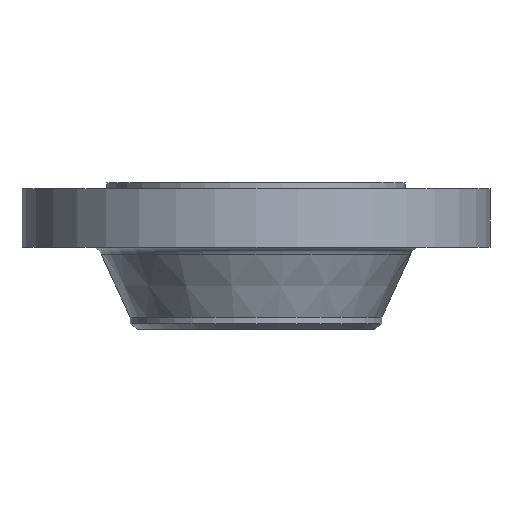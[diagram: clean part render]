
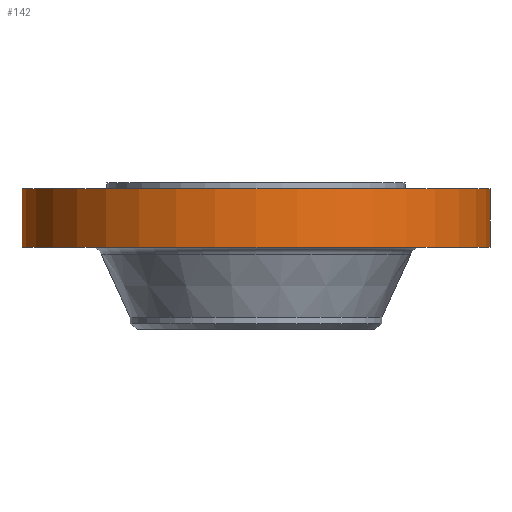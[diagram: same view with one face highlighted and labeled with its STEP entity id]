
A CAD part, front view. The second image highlights one B-rep face of the part: STEP entity #142.
In plain terms, the highlighted cylindrical face has radius 254 mm (diameter 508 mm), a partial arc.
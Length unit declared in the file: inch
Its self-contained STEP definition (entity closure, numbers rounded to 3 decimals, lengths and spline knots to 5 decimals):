
#49 = LINE ( 'NONE', #1389, #526 ) ;
#68 = AXIS2_PLACEMENT_3D ( 'NONE', #1682, #482, #859 ) ;
#114 = ORIENTED_EDGE ( 'NONE', *, *, #1363, .F. ) ;
#142 = ADVANCED_FACE ( 'NONE', ( #839 ), #1279, .T. ) ;
#315 = DIRECTION ( 'NONE',  ( 0., 0., 1. ) ) ;
#482 = DIRECTION ( 'NONE',  ( 0., 0., 1. ) ) ;
#526 = VECTOR ( 'NONE', #315, 39.37008 ) ;
#532 = ORIENTED_EDGE ( 'NONE', *, *, #789, .T. ) ;
#545 = DIRECTION ( 'NONE',  ( 0., 0., 1. ) ) ;
#591 = EDGE_CURVE ( 'NONE', #910, #1157, #1559, .T. ) ;
#699 = VERTEX_POINT ( 'NONE', #1349 ) ;
#786 = ORIENTED_EDGE ( 'NONE', *, *, #591, .F. ) ;
#789 = EDGE_CURVE ( 'NONE', #1075, #1157, #1589, .T. ) ;
#798 = AXIS2_PLACEMENT_3D ( 'NONE', #1441, #1571, #1683 ) ;
#835 = CARTESIAN_POINT ( 'NONE',  ( -10., 0., -0.25 ) ) ;
#839 = FACE_OUTER_BOUND ( 'NONE', #1654, .T. ) ;
#859 = DIRECTION ( 'NONE',  ( 1., 0., 0. ) ) ;
#910 = VERTEX_POINT ( 'NONE', #835 ) ;
#1033 = EDGE_CURVE ( 'NONE', #699, #1075, #1083, .T. ) ;
#1075 = VERTEX_POINT ( 'NONE', #1133 ) ;
#1081 = VECTOR ( 'NONE', #545, 39.37008 ) ;
#1083 = CIRCLE ( 'NONE', #68, 10. ) ;
#1102 = CARTESIAN_POINT ( 'NONE',  ( 0., 0., 0. ) ) ;
#1133 = CARTESIAN_POINT ( 'NONE',  ( 10., 0., -2.75 ) ) ;
#1157 = VERTEX_POINT ( 'NONE', #1202 ) ;
#1202 = CARTESIAN_POINT ( 'NONE',  ( 10., 0., -0.25 ) ) ;
#1203 = CARTESIAN_POINT ( 'NONE',  ( 10., 0., 0. ) ) ;
#1279 = CYLINDRICAL_SURFACE ( 'NONE', #1421, 10. ) ;
#1349 = CARTESIAN_POINT ( 'NONE',  ( -10., 0., -2.75 ) ) ;
#1363 = EDGE_CURVE ( 'NONE', #699, #910, #49, .T. ) ;
#1380 = DIRECTION ( 'NONE',  ( 1., 0., 0. ) ) ;
#1389 = CARTESIAN_POINT ( 'NONE',  ( -10., 0., 0. ) ) ;
#1391 = DIRECTION ( 'NONE',  ( 0., 0., 1. ) ) ;
#1421 = AXIS2_PLACEMENT_3D ( 'NONE', #1102, #1391, #1380 ) ;
#1441 = CARTESIAN_POINT ( 'NONE',  ( 0., 0., -0.25 ) ) ;
#1559 = CIRCLE ( 'NONE', #798, 10. ) ;
#1571 = DIRECTION ( 'NONE',  ( 0., 0., 1. ) ) ;
#1589 = LINE ( 'NONE', #1203, #1081 ) ;
#1654 = EDGE_LOOP ( 'NONE', ( #114, #1672, #532, #786 ) ) ;
#1672 = ORIENTED_EDGE ( 'NONE', *, *, #1033, .T. ) ;
#1682 = CARTESIAN_POINT ( 'NONE',  ( 0., 0., -2.75 ) ) ;
#1683 = DIRECTION ( 'NONE',  ( 1., 0., 0. ) ) ;
